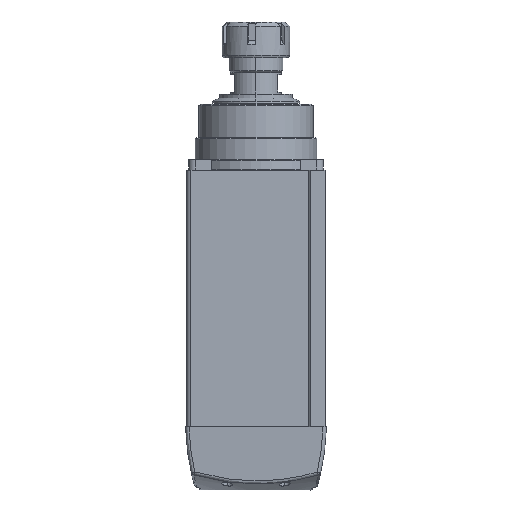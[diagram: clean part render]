
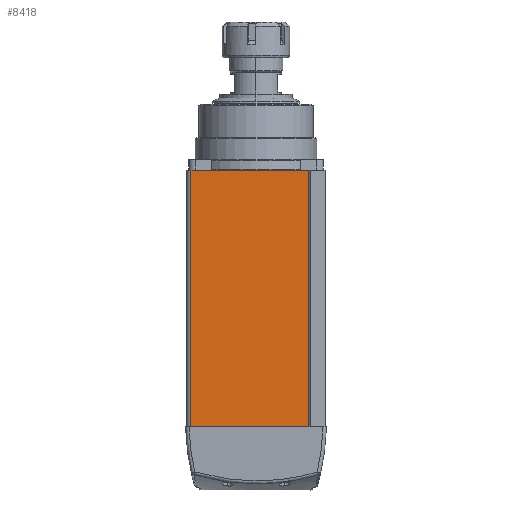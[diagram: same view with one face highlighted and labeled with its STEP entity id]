
A CAD part, left-side view. The second image highlights one B-rep face of the part: STEP entity #8418.
In plain terms, the highlighted planar face has unit normal (-1, 0, 0).
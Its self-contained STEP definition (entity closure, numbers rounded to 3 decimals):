
#308 = VECTOR ( 'NONE', #5851, 1000. ) ;
#1969 = CARTESIAN_POINT ( 'NONE',  ( -60., -39.25, 190.5 ) ) ;
#2458 = CARTESIAN_POINT ( 'NONE',  ( -60., 48.25, 190.5 ) ) ;
#3586 = ORIENTED_EDGE ( 'NONE', *, *, #21826, .F. ) ;
#5723 = ORIENTED_EDGE ( 'NONE', *, *, #12647, .T. ) ;
#5851 = DIRECTION ( 'NONE',  ( 0., -1., 0. ) ) ;
#6492 = CARTESIAN_POINT ( 'NONE',  ( -60., 48.25, 0. ) ) ;
#6497 = EDGE_CURVE ( 'NONE', #17008, #7032, #10662, .T. ) ;
#7032 = VERTEX_POINT ( 'NONE', #22720 ) ;
#7991 = DIRECTION ( 'NONE',  ( 1., 0., 0. ) ) ;
#8418 = ADVANCED_FACE ( 'NONE', ( #27962 ), #10066, .F. ) ;
#10066 = PLANE ( 'NONE',  #24941 ) ;
#10094 = LINE ( 'NONE', #21240, #308 ) ;
#10662 = LINE ( 'NONE', #21222, #12331 ) ;
#11551 = CARTESIAN_POINT ( 'NONE',  ( -60., 48.25, 190.5 ) ) ;
#11593 = VERTEX_POINT ( 'NONE', #6492 ) ;
#12229 = CARTESIAN_POINT ( 'NONE',  ( -60., 48.25, 190.5 ) ) ;
#12331 = VECTOR ( 'NONE', #25307, 1000. ) ;
#12647 = EDGE_CURVE ( 'NONE', #11593, #21076, #10094, .T. ) ;
#13192 = VECTOR ( 'NONE', #26614, 1000. ) ;
#13320 = CARTESIAN_POINT ( 'NONE',  ( -60., -39.25, 0. ) ) ;
#14418 = LINE ( 'NONE', #1969, #27287 ) ;
#14994 = DIRECTION ( 'NONE',  ( 0., 0., -1. ) ) ;
#16182 = EDGE_CURVE ( 'NONE', #17008, #11593, #18933, .T. ) ;
#17008 = VERTEX_POINT ( 'NONE', #2458 ) ;
#18449 = EDGE_LOOP ( 'NONE', ( #5723, #3586, #24887, #25770 ) ) ;
#18933 = LINE ( 'NONE', #11551, #13192 ) ;
#21076 = VERTEX_POINT ( 'NONE', #13320 ) ;
#21108 = DIRECTION ( 'NONE',  ( 0., 0., -1. ) ) ;
#21222 = CARTESIAN_POINT ( 'NONE',  ( -60., 48.25, 190.5 ) ) ;
#21240 = CARTESIAN_POINT ( 'NONE',  ( -60., 48.25, 0. ) ) ;
#21826 = EDGE_CURVE ( 'NONE', #7032, #21076, #14418, .T. ) ;
#22720 = CARTESIAN_POINT ( 'NONE',  ( -60., -39.25, 190.5 ) ) ;
#24887 = ORIENTED_EDGE ( 'NONE', *, *, #6497, .F. ) ;
#24941 = AXIS2_PLACEMENT_3D ( 'NONE', #12229, #7991, #21108 ) ;
#25307 = DIRECTION ( 'NONE',  ( 0., -1., 0. ) ) ;
#25770 = ORIENTED_EDGE ( 'NONE', *, *, #16182, .T. ) ;
#26614 = DIRECTION ( 'NONE',  ( 0., 0., -1. ) ) ;
#27287 = VECTOR ( 'NONE', #14994, 1000. ) ;
#27962 = FACE_OUTER_BOUND ( 'NONE', #18449, .T. ) ;
